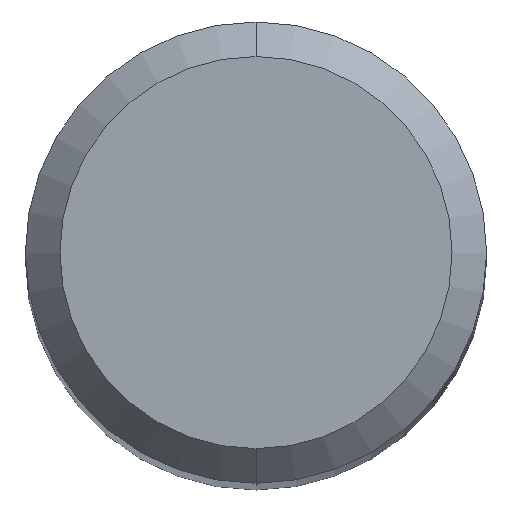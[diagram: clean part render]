
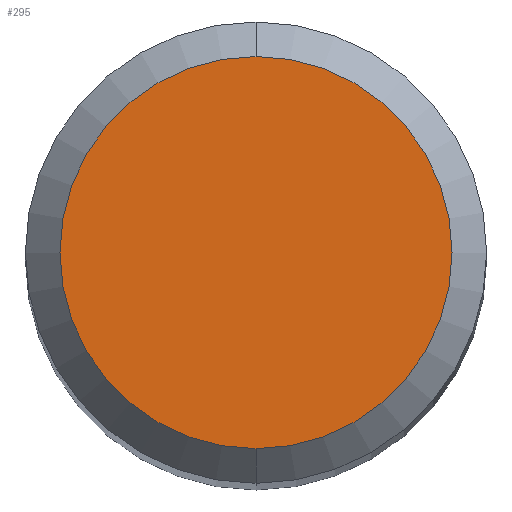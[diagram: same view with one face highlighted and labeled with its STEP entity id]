
A CAD part, top view. The second image highlights one B-rep face of the part: STEP entity #295.
In plain terms, the highlighted planar face has unit normal (0, 0, 1).
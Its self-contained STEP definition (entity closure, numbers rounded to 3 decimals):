
#181=EDGE_CURVE('',#473,#359,#496,.T.);
#257=EDGE_CURVE('',#359,#473,#578,.T.);
#295=ADVANCED_FACE('',(#620),#621,.T.);
#359=VERTEX_POINT('',#696);
#473=VERTEX_POINT('',#821);
#496=CIRCLE('',#837,1.7);
#578=CIRCLE('',#967,1.7);
#620=FACE_OUTER_BOUND('',#1066,.T.);
#621=PLANE('',#1067);
#696=CARTESIAN_POINT('',(0.0,1.7,0.0));
#821=CARTESIAN_POINT('',(0.,-1.7,0.0));
#837=AXIS2_PLACEMENT_3D('',#1480,#1481,#1482);
#967=AXIS2_PLACEMENT_3D('',#1556,#1557,#1558);
#1066=EDGE_LOOP('',(#1594,#1595));
#1067=AXIS2_PLACEMENT_3D('',#1596,#1597,#1598);
#1480=CARTESIAN_POINT('',(0.0,0.0,0.0));
#1481=DIRECTION('',(0.0,0.0,-1.0));
#1482=DIRECTION('',(0.0,1.0,0.0));
#1556=CARTESIAN_POINT('',(0.0,0.0,0.0));
#1557=DIRECTION('',(0.0,0.0,-1.0));
#1558=DIRECTION('',(0.0,1.0,0.0));
#1594=ORIENTED_EDGE('',*,*,#257,.F.);
#1595=ORIENTED_EDGE('',*,*,#181,.F.);
#1596=CARTESIAN_POINT('',(0.0,0.85,0.0));
#1597=DIRECTION('',(-0.0,0.0,1.0));
#1598=DIRECTION('',(0.0,-1.0,0.0));
